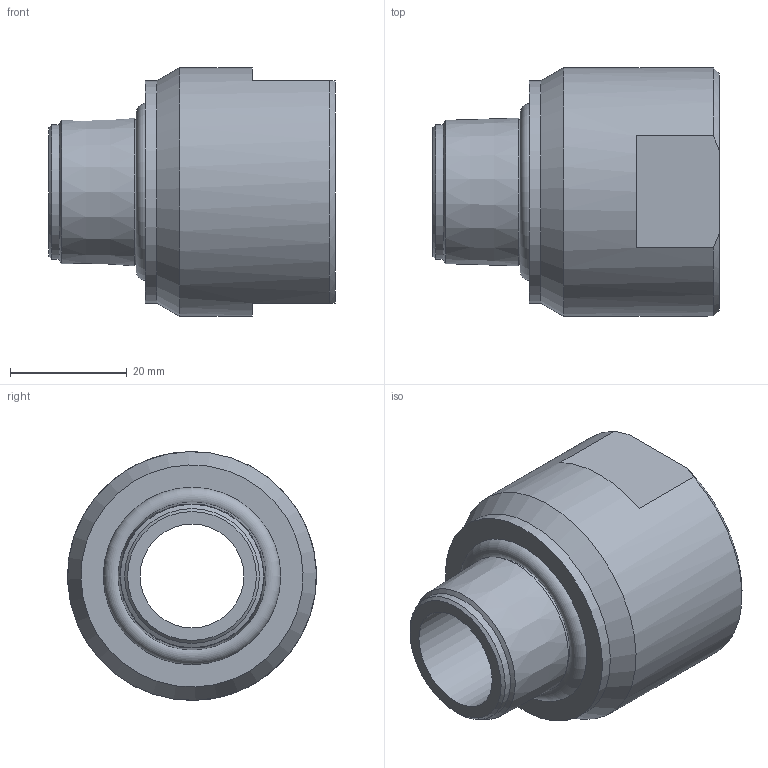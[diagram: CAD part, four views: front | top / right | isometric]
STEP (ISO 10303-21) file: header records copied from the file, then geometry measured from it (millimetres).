
FILE_DESCRIPTION(/* description */ (''),/* implementation_level */ '2;1');
FILE_NAME(/* name */ 'MITH122121X.stp',/* time_stamp */ '2016-08-01T13:16:18-05:00',/* author */ ('scottg'),/* organization */ ('FasTest,Inc.'),/* preprocessor_version */ 'ST-DEVELOPER v16.1',/* originating_system */ 'Autodesk Inventor 2016',/* authorisation */ '');
FILE_SCHEMA (('AUTOMOTIVE_DESIGN { 1 0 10303 214 3 1 1 }'));
Length unit declared in the file: inch
Products named in the file (1): MITH122121X
Bounding box: 49.15 x 42.65 x 42.67 mm (x, y, z)
Volume: 36650.3 mm3; surface area: 10772.5 mm2
Topology: 1 solids, 1 shells, 26 faces, 57 edges, 36 vertices
Faces by surface type: cone 10, plane 9, cylinder 6, torus 1
Full cylindrical faces by diameter (mm): 17.78 x1, 22.631 x1, 23.114 x1, 23.368 x1, 38.1 x1, 42.672 x1
Entity records: 657 total; most frequent: DIRECTION 112, CARTESIAN_POINT 103, ORIENTED_EDGE 74, AXIS2_PLACEMENT_3D 52, EDGE_LOOP 46, EDGE_CURVE 37, VERTEX_POINT 31, FACE_OUTER_BOUND 26
